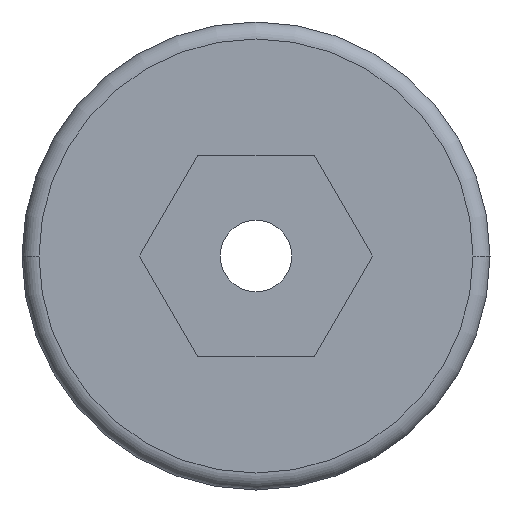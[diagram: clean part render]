
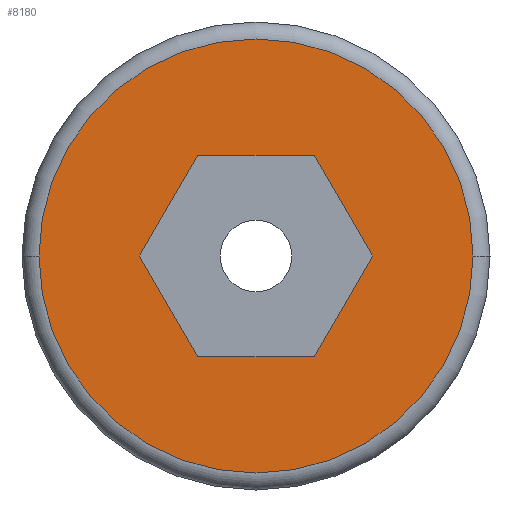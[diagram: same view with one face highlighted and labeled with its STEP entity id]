
A CAD part, left-side view. The second image highlights one B-rep face of the part: STEP entity #8180.
In plain terms, the highlighted planar face has unit normal (-1, 0, 0).
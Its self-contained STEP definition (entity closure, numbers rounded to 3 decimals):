
#3920=DIRECTION('',(0.,-0.5,0.866));
#3921=VECTOR('',#3920,1.744);
#3922=CARTESIAN_POINT('',(-3.91,1.744,0.));
#3923=LINE('',#3922,#3921);
#3924=DIRECTION('',(0.,0.5,0.866));
#3925=VECTOR('',#3924,1.744);
#3926=CARTESIAN_POINT('',(-3.91,0.872,-1.51));
#3927=LINE('',#3926,#3925);
#3928=DIRECTION('',(0.,1.,0.));
#3929=VECTOR('',#3928,1.744);
#3930=CARTESIAN_POINT('',(-3.91,-0.872,-1.51));
#3931=LINE('',#3930,#3929);
#3932=DIRECTION('',(0.,0.5,-0.866));
#3933=VECTOR('',#3932,1.744);
#3934=CARTESIAN_POINT('',(-3.91,-1.744,0.));
#3935=LINE('',#3934,#3933);
#3936=DIRECTION('',(0.,-0.5,-0.866));
#3937=VECTOR('',#3936,1.744);
#3938=CARTESIAN_POINT('',(-3.91,-0.872,1.51));
#3939=LINE('',#3938,#3937);
#3940=DIRECTION('',(0.,-1.,0.));
#3941=VECTOR('',#3940,1.744);
#3942=CARTESIAN_POINT('',(-3.91,0.872,1.51));
#3943=LINE('',#3942,#3941);
#3944=CARTESIAN_POINT('',(-3.91,0.,0.));
#3945=DIRECTION('',(-1.,0.,0.));
#3946=DIRECTION('',(0.,1.,0.));
#3947=AXIS2_PLACEMENT_3D('',#3944,#3945,#3946);
#3949=CARTESIAN_POINT('',(-3.91,0.,0.));
#3950=DIRECTION('',(-1.,0.,0.));
#3951=DIRECTION('',(0.,-1.,0.));
#3952=AXIS2_PLACEMENT_3D('',#3949,#3950,#3951);
#4227=CARTESIAN_POINT('',(-3.91,1.744,0.));
#4228=CARTESIAN_POINT('',(-3.91,0.872,1.51));
#4229=VERTEX_POINT('',#4227);
#4230=VERTEX_POINT('',#4228);
#4231=CARTESIAN_POINT('',(-3.91,-0.872,1.51));
#4232=VERTEX_POINT('',#4231);
#4233=CARTESIAN_POINT('',(-3.91,-1.744,0.));
#4234=VERTEX_POINT('',#4233);
#4235=CARTESIAN_POINT('',(-3.91,-0.872,-1.51));
#4236=VERTEX_POINT('',#4235);
#4237=CARTESIAN_POINT('',(-3.91,0.872,-1.51));
#4238=VERTEX_POINT('',#4237);
#4239=CARTESIAN_POINT('',(-3.91,3.246,0.));
#4240=CARTESIAN_POINT('',(-3.91,-3.246,0.));
#4241=VERTEX_POINT('',#4239);
#4242=VERTEX_POINT('',#4240);
#8156=CARTESIAN_POINT('',(-3.91,0.,0.));
#8157=DIRECTION('',(1.,0.,0.));
#8158=DIRECTION('',(0.,-1.,0.));
#8159=AXIS2_PLACEMENT_3D('',#8156,#8157,#8158);
#8160=PLANE('',#8159);
#8162=ORIENTED_EDGE('',*,*,#8161,.F.);
#8163=ORIENTED_EDGE('',*,*,#8146,.F.);
#8164=EDGE_LOOP('',(#8162,#8163));
#8165=FACE_OUTER_BOUND('',#8164,.F.);
#8167=ORIENTED_EDGE('',*,*,#8166,.F.);
#8169=ORIENTED_EDGE('',*,*,#8168,.F.);
#8171=ORIENTED_EDGE('',*,*,#8170,.F.);
#8173=ORIENTED_EDGE('',*,*,#8172,.F.);
#8175=ORIENTED_EDGE('',*,*,#8174,.F.);
#8177=ORIENTED_EDGE('',*,*,#8176,.F.);
#8178=EDGE_LOOP('',(#8167,#8169,#8171,#8173,#8175,#8177));
#8179=FACE_BOUND('',#8178,.F.);
#3948=CIRCLE('',#3947,3.246);
#3953=CIRCLE('',#3952,3.246);
#8146=EDGE_CURVE('',#4242,#4241,#3953,.T.);
#8161=EDGE_CURVE('',#4241,#4242,#3948,.T.);
#8166=EDGE_CURVE('',#4229,#4230,#3923,.T.);
#8168=EDGE_CURVE('',#4238,#4229,#3927,.T.);
#8170=EDGE_CURVE('',#4236,#4238,#3931,.T.);
#8172=EDGE_CURVE('',#4234,#4236,#3935,.T.);
#8174=EDGE_CURVE('',#4232,#4234,#3939,.T.);
#8176=EDGE_CURVE('',#4230,#4232,#3943,.T.);
#8180=ADVANCED_FACE('',(#8165,#8179),#8160,.F.);
